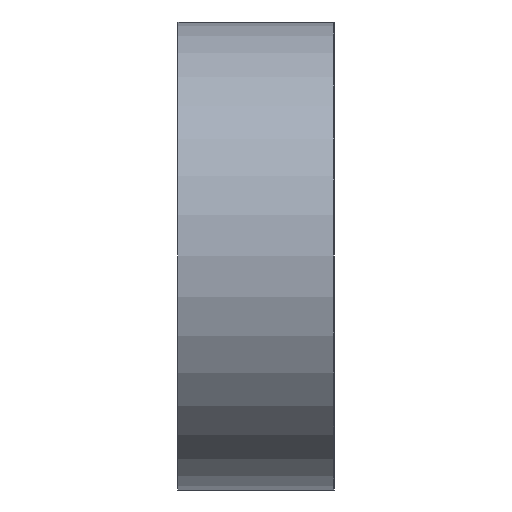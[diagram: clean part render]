
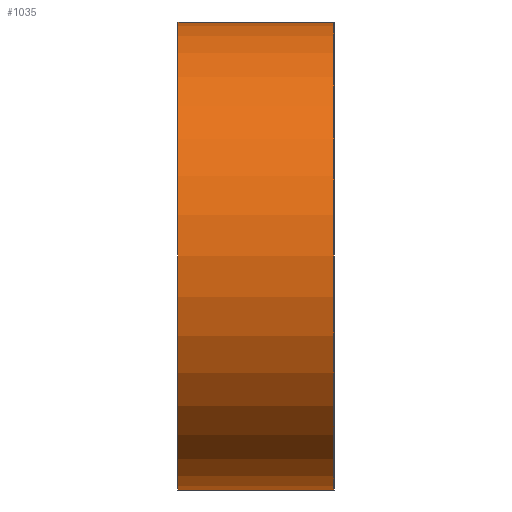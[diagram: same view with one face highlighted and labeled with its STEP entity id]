
A CAD part, left-side view. The second image highlights one B-rep face of the part: STEP entity #1035.
In plain terms, the highlighted cylindrical face has radius 4.763 mm (diameter 9.525 mm), a partial arc.
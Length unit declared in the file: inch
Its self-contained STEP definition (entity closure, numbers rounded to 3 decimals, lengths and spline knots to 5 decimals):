
#240 = CARTESIAN_POINT ( 'NONE',  ( -4.62, 0., 0. ) ) ;
#261 = CYLINDRICAL_SURFACE ( 'NONE', #600, 0.1875 ) ;
#328 = DIRECTION ( 'NONE',  ( 0., 1., 0. ) ) ;
#420 = CARTESIAN_POINT ( 'NONE',  ( -4.62, 0.125, 0.1875 ) ) ;
#431 = DIRECTION ( 'NONE',  ( 0., 1., 0. ) ) ;
#454 = EDGE_CURVE ( 'NONE', #1331, #2084, #2008, .T. ) ;
#481 = EDGE_CURVE ( 'NONE', #1442, #2084, #2058, .T. ) ;
#495 = EDGE_CURVE ( 'NONE', #1201, #1442, #697, .T. ) ;
#533 = EDGE_CURVE ( 'NONE', #1201, #1331, #1066, .T. ) ;
#575 = CARTESIAN_POINT ( 'NONE',  ( -4.62, 0., -0.1875 ) ) ;
#600 = AXIS2_PLACEMENT_3D ( 'NONE', #1011, #997, #1061 ) ;
#645 = VECTOR ( 'NONE', #1718, 39.37008 ) ;
#697 = CIRCLE ( 'NONE', #1888, 0.1875 ) ;
#784 = CARTESIAN_POINT ( 'NONE',  ( -4.62, 0.125, -0.1875 ) ) ;
#937 = ORIENTED_EDGE ( 'NONE', *, *, #481, .F. ) ;
#997 = DIRECTION ( 'NONE',  ( 0., -1., 0. ) ) ;
#1011 = CARTESIAN_POINT ( 'NONE',  ( -4.62, 0.125, 0. ) ) ;
#1031 = CARTESIAN_POINT ( 'NONE',  ( -4.62, 0.125, 0. ) ) ;
#1035 = ADVANCED_FACE ( 'NONE', ( #1967 ), #261, .T. ) ;
#1061 = DIRECTION ( 'NONE',  ( 0., 0., -1. ) ) ;
#1066 = LINE ( 'NONE', #1719, #645 ) ;
#1073 = ORIENTED_EDGE ( 'NONE', *, *, #533, .T. ) ;
#1114 = VECTOR ( 'NONE', #1792, 39.37008 ) ;
#1201 = VERTEX_POINT ( 'NONE', #784 ) ;
#1220 = ORIENTED_EDGE ( 'NONE', *, *, #454, .T. ) ;
#1331 = VERTEX_POINT ( 'NONE', #575 ) ;
#1367 = CARTESIAN_POINT ( 'NONE',  ( -4.62, 0., 0.1875 ) ) ;
#1442 = VERTEX_POINT ( 'NONE', #420 ) ;
#1657 = ORIENTED_EDGE ( 'NONE', *, *, #495, .F. ) ;
#1718 = DIRECTION ( 'NONE',  ( 0., -1., 0. ) ) ;
#1719 = CARTESIAN_POINT ( 'NONE',  ( -4.62, 0.125, -0.1875 ) ) ;
#1755 = DIRECTION ( 'NONE',  ( 0., 0., 1. ) ) ;
#1785 = AXIS2_PLACEMENT_3D ( 'NONE', #240, #431, #1755 ) ;
#1787 = DIRECTION ( 'NONE',  ( 0., 0., 1. ) ) ;
#1792 = DIRECTION ( 'NONE',  ( 0., -1., 0. ) ) ;
#1860 = CARTESIAN_POINT ( 'NONE',  ( -4.62, 0.125, 0.1875 ) ) ;
#1888 = AXIS2_PLACEMENT_3D ( 'NONE', #1031, #328, #1787 ) ;
#1967 = FACE_OUTER_BOUND ( 'NONE', #2094, .T. ) ;
#2008 = CIRCLE ( 'NONE', #1785, 0.1875 ) ;
#2058 = LINE ( 'NONE', #1860, #1114 ) ;
#2084 = VERTEX_POINT ( 'NONE', #1367 ) ;
#2094 = EDGE_LOOP ( 'NONE', ( #1220, #937, #1657, #1073 ) ) ;
